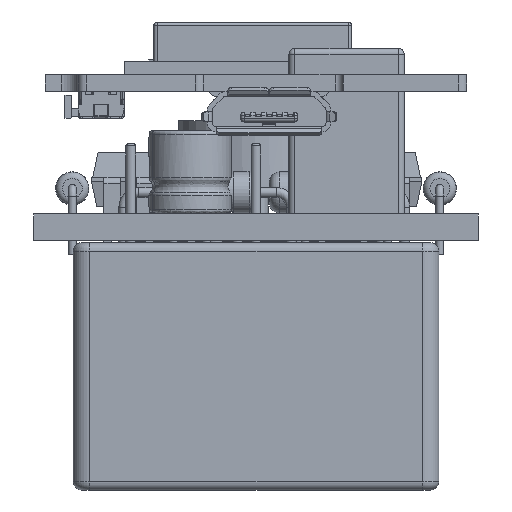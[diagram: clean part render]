
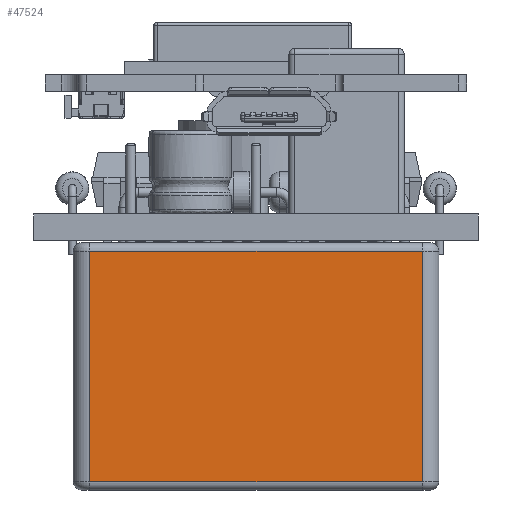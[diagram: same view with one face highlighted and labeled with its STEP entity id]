
A CAD part, left-side view. The second image highlights one B-rep face of the part: STEP entity #47524.
In plain terms, the highlighted face is planar.
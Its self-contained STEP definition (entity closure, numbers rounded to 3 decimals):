
#47204 = VERTEX_POINT('',#47205);
#47205 = CARTESIAN_POINT('',(30.85,2.5,0.6));
#47255 = EDGE_CURVE('',#47204,#47256,#47258,.T.);
#47256 = VERTEX_POINT('',#47257);
#47257 = CARTESIAN_POINT('',(30.85,-17.7,0.6));
#47258 = LINE('',#47259,#47260);
#47259 = CARTESIAN_POINT('',(30.85,2.5,0.6));
#47260 = VECTOR('',#47261,1.);
#47261 = DIRECTION('',(0.,-1.,0.));
#47479 = EDGE_CURVE('',#47204,#47480,#47482,.T.);
#47480 = VERTEX_POINT('',#47481);
#47481 = CARTESIAN_POINT('',(30.85,2.5,14.6));
#47482 = LINE('',#47483,#47484);
#47483 = CARTESIAN_POINT('',(30.85,2.5,0.1));
#47484 = VECTOR('',#47485,1.);
#47485 = DIRECTION('',(0.,0.,1.));
#47524 = ADVANCED_FACE('',(#47525),#47543,.T.);
#47525 = FACE_BOUND('',#47526,.T.);
#47526 = EDGE_LOOP('',(#47527,#47528,#47536,#47542));
#47527 = ORIENTED_EDGE('',*,*,#47479,.T.);
#47528 = ORIENTED_EDGE('',*,*,#47529,.T.);
#47529 = EDGE_CURVE('',#47480,#47530,#47532,.T.);
#47530 = VERTEX_POINT('',#47531);
#47531 = CARTESIAN_POINT('',(30.85,-17.7,14.6));
#47532 = LINE('',#47533,#47534);
#47533 = CARTESIAN_POINT('',(30.85,2.5,14.6));
#47534 = VECTOR('',#47535,1.);
#47535 = DIRECTION('',(0.,-1.,0.));
#47536 = ORIENTED_EDGE('',*,*,#47537,.F.);
#47537 = EDGE_CURVE('',#47256,#47530,#47538,.T.);
#47538 = LINE('',#47539,#47540);
#47539 = CARTESIAN_POINT('',(30.85,-17.7,0.1));
#47540 = VECTOR('',#47541,1.);
#47541 = DIRECTION('',(0.,0.,1.));
#47542 = ORIENTED_EDGE('',*,*,#47255,.F.);
#47543 = PLANE('',#47544);
#47544 = AXIS2_PLACEMENT_3D('',#47545,#47546,#47547);
#47545 = CARTESIAN_POINT('',(30.85,3.5,0.1));
#47546 = DIRECTION('',(1.,0.,0.));
#47547 = DIRECTION('',(0.,-1.,0.));
